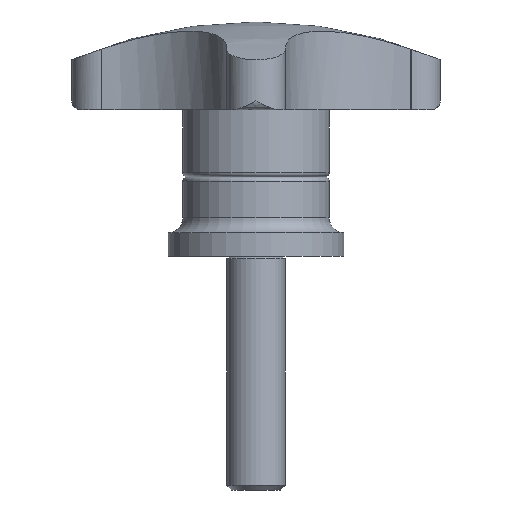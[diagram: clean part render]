
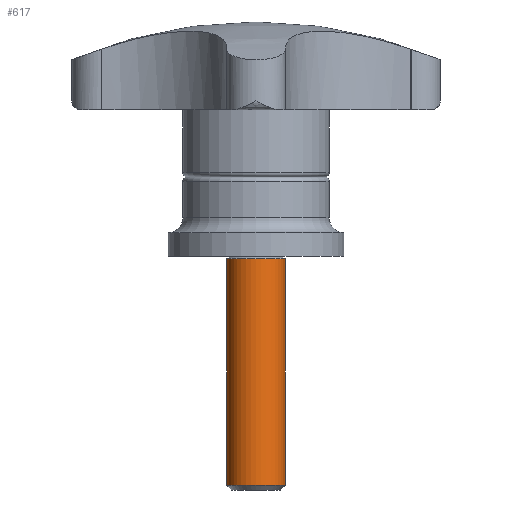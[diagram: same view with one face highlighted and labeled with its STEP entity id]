
A CAD part, front view. The second image highlights one B-rep face of the part: STEP entity #617.
In plain terms, the highlighted cylindrical face has radius 5 mm (diameter 10 mm), a partial arc.
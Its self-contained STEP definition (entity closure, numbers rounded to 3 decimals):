
#339=EDGE_CURVE('',#561,#345,#788,.T.);
#345=VERTEX_POINT('',#794);
#401=EDGE_CURVE('',#561,#491,#855,.T.);
#461=EDGE_CURVE('',#607,#345,#923,.T.);
#491=VERTEX_POINT('',#956);
#561=VERTEX_POINT('',#1031);
#577=EDGE_CURVE('',#607,#491,#1047,.T.);
#607=VERTEX_POINT('',#1082);
#617=ADVANCED_FACE('',(#1092),#1093,.T.);
#788=LINE('',#1368,#1369);
#794=CARTESIAN_POINT('',(5.,0.,-39.19));
#855=CIRCLE('',#1493,5.0);
#923=CIRCLE('',#1616,5.0);
#956=CARTESIAN_POINT('',(-5.0,0.,-0.469));
#1031=CARTESIAN_POINT('',(5.,0.,-0.469));
#1047=LINE('',#1898,#1899);
#1082=CARTESIAN_POINT('',(-5.,0.,-39.19));
#1092=FACE_OUTER_BOUND('',#2035,.T.);
#1093=CYLINDRICAL_SURFACE('',#2036,5.0);
#1368=CARTESIAN_POINT('',(5.,0.,-19.595));
#1369=VECTOR('',#2314,1.0);
#1493=AXIS2_PLACEMENT_3D('',#2376,#2377,#2378);
#1616=AXIS2_PLACEMENT_3D('',#2476,#2477,#2478);
#1898=CARTESIAN_POINT('',(-5.,0.,-19.595));
#1899=VECTOR('',#2590,1.0);
#2035=EDGE_LOOP('',(#2640,#2641,#2642,#2643));
#2036=AXIS2_PLACEMENT_3D('',#2644,#2645,#2646);
#2314=DIRECTION('',(-0.0,-0.0,-1.0));
#2376=CARTESIAN_POINT('',(0.,0.,-0.469));
#2377=DIRECTION('',(-0.0,0.0,-1.0));
#2378=DIRECTION('',(-1.0,0.,0.0));
#2476=CARTESIAN_POINT('',(0.,0.,-39.19));
#2477=DIRECTION('',(0.0,0.0,1.0));
#2478=DIRECTION('',(-1.0,0.,0.0));
#2590=DIRECTION('',(0.0,0.0,1.0));
#2640=ORIENTED_EDGE('',*,*,#577,.F.);
#2641=ORIENTED_EDGE('',*,*,#461,.T.);
#2642=ORIENTED_EDGE('',*,*,#339,.F.);
#2643=ORIENTED_EDGE('',*,*,#401,.T.);
#2644=CARTESIAN_POINT('',(0.,0.,-19.595));
#2645=DIRECTION('',(-0.0,-0.0,-1.0));
#2646=DIRECTION('',(-1.0,0.,0.0));
